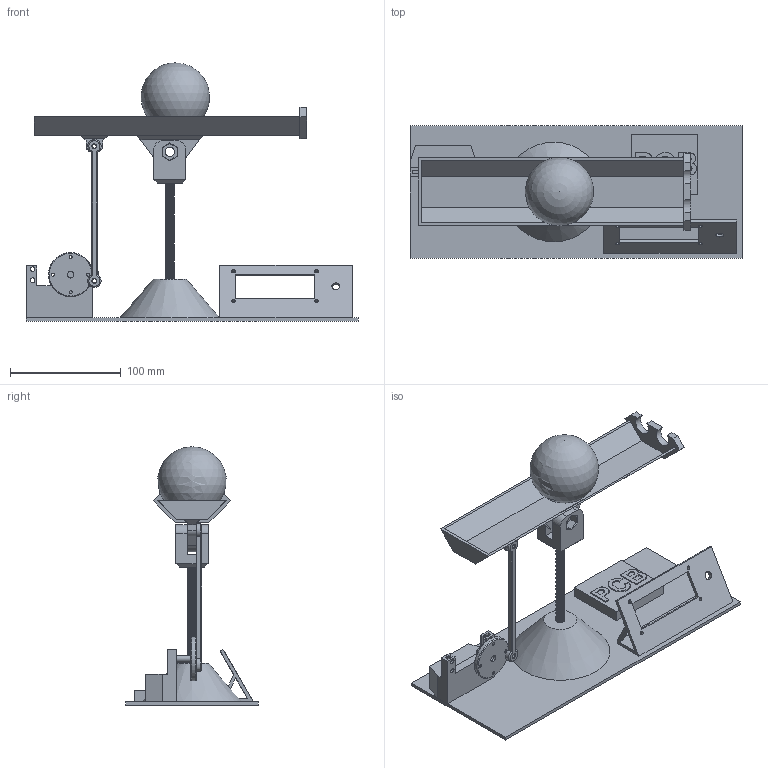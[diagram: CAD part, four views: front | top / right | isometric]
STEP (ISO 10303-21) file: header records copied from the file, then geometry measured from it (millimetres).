
FILE_DESCRIPTION(/* description */ (''),/* implementation_level */ '2;1');
FILE_NAME(/* name */ 'Ball Balancer.step',/* time_stamp */ '2024-08-15T14:23:44+02:00',/* author */ (''),/* organization */ (''),/* preprocessor_version */ 'ST-DEVELOPER v20',/* originating_system */ 'Autodesk Translation Framework v13.14.0.145',/* authorisation */ '');
FILE_SCHEMA (('AUTOMOTIVE_DESIGN { 1 0 10303 214 3 1 1 }'));
Length unit declared in the file: millimetre
Products named in the file (1): Ball Balancer
Bounding box: 300 x 120 x 233.5 mm (x, y, z)
Volume: 524831.9 mm3; surface area: 204807.4 mm2
Topology: 14 solids, 14 shells, 549 faces, 1505 edges, 992 vertices
Faces by surface type: cylinder 263, plane 221, bspline 55, cone 9, sphere 1
Full cylindrical faces by diameter (mm): 2.8 x8, 3.2 x4, 3.4 x2, 4.2 x9, 4.4 x1, 6 x3, 6.446 x44, 7.2 x1, 7.866 x73, 8.1 x1, 8.2 x1, 8.4 x2, 22.2 x1
Entity records: 29379 total; most frequent: CARTESIAN_POINT 16368, ORIENTED_EDGE 3006, DIRECTION 2080, EDGE_CURVE 1503, VERTEX_POINT 992, LINE 840, VECTOR 840, EDGE_LOOP 629
